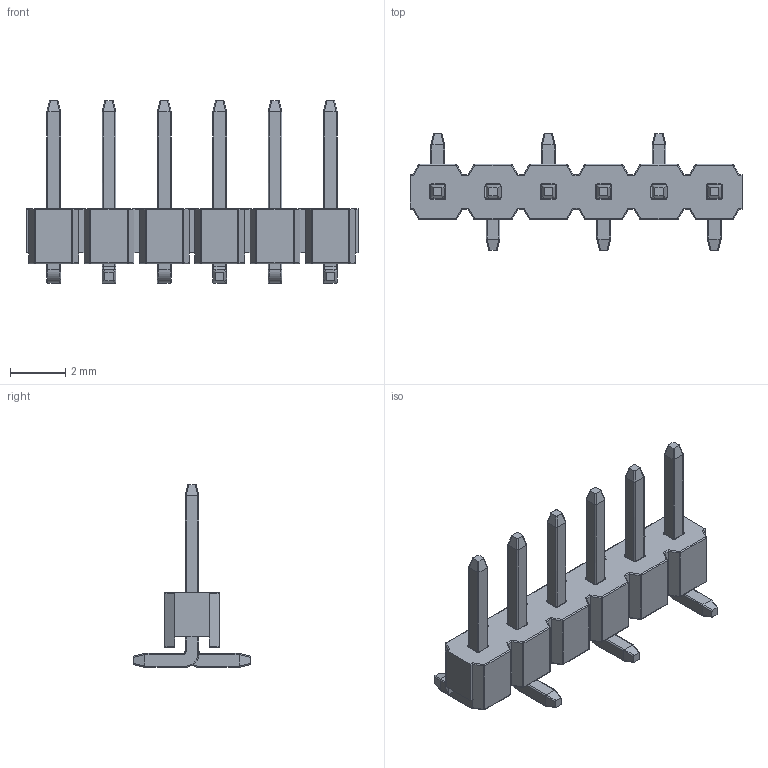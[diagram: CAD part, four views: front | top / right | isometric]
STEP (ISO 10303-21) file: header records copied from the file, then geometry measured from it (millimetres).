
FILE_DESCRIPTION(/* description */ (''),/* implementation_level */ '2;1');
FILE_NAME(/* name */ 'Adam Tech 2PH1-06-UA-SMT-A.step',/* time_stamp */ '2022-06-25T11:31:27+01:00',/* author */ (''),/* organization */ (''),/* preprocessor_version */ 'ST-DEVELOPER v19',/* originating_system */ 'Autodesk Translation Framework v11.7.0.108',/* authorisation */ '');
FILE_SCHEMA (('AUTOMOTIVE_DESIGN { 1 0 10303 214 3 1 1 }'));
Length unit declared in the file: millimetre
Products named in the file (1): Adam Shark 2PH1-06-UA-SMT-A
Bounding box: 12 x 4.2 x 6.6 mm (x, y, z)
Volume: 47.8 mm3; surface area: 192.5 mm2
Topology: 1 solids, 7 shells, 668 faces, 1638 edges, 948 vertices
Faces by surface type: cylinder 314, plane 234, torus 72, sphere 48
Entity records: 19417 total; most frequent: DIRECTION 3556, CARTESIAN_POINT 3351, ORIENTED_EDGE 3180, EDGE_CURVE 1590, AXIS2_PLACEMENT_3D 1345, VERTEX_POINT 948, LINE 866, VECTOR 866
